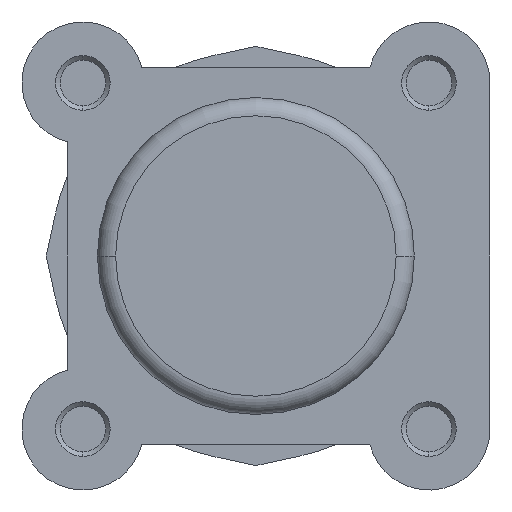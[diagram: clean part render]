
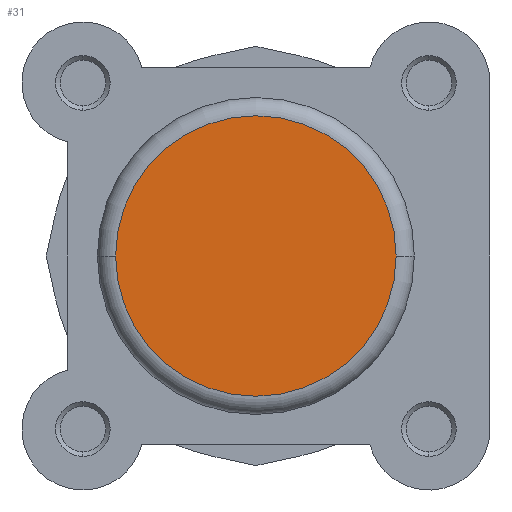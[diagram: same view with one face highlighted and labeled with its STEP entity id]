
A CAD part, left-side view. The second image highlights one B-rep face of the part: STEP entity #31.
In plain terms, the highlighted planar face has unit normal (-1, 0, 0).
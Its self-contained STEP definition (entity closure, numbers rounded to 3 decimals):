
#31 = ADVANCED_FACE ( 'NONE', ( #2489 ), #3673, .F. ) ;
#116 = VERTEX_POINT ( 'NONE', #3908 ) ;
#158 = VERTEX_POINT ( 'NONE', #3950 ) ;
#414 = EDGE_LOOP ( 'NONE', ( #1208, #1207 ) ) ;
#1207 = ORIENTED_EDGE ( 'NONE', *, *, #2796, .T. ) ;
#1208 = ORIENTED_EDGE ( 'NONE', *, *, #2793, .T. ) ;
#1419 = CARTESIAN_POINT ( 'NONE',  ( 0., 0., 0. ) ) ;
#1433 = DIRECTION ( 'NONE',  ( -1., 0., 0. ) ) ;
#1434 = DIRECTION ( 'NONE',  ( 0., 1., 0. ) ) ;
#1435 = CARTESIAN_POINT ( 'NONE',  ( 0., 0., 0. ) ) ;
#1441 = DIRECTION ( 'NONE',  ( -1., 0., 0. ) ) ;
#1442 = DIRECTION ( 'NONE',  ( 0., 1., 0. ) ) ;
#2489 = FACE_OUTER_BOUND ( 'NONE', #414, .T. ) ;
#2793 = EDGE_CURVE ( 'NONE', #158, #116, #5241, .T. ) ;
#2796 = EDGE_CURVE ( 'NONE', #116, #158, #5246, .T. ) ;
#3026 = AXIS2_PLACEMENT_3D ( 'NONE', #3672, #3674, #3675 ) ;
#3250 = AXIS2_PLACEMENT_3D ( 'NONE', #1435, #1441, #1442 ) ;
#3256 = AXIS2_PLACEMENT_3D ( 'NONE', #1419, #1433, #1434 ) ;
#3672 = CARTESIAN_POINT ( 'NONE',  ( 0., 0., 0. ) ) ;
#3673 = PLANE ( 'NONE',  #3026 ) ;
#3674 = DIRECTION ( 'NONE',  ( 1., 0., 0. ) ) ;
#3675 = DIRECTION ( 'NONE',  ( 0., 1., 0. ) ) ;
#3908 = CARTESIAN_POINT ( 'NONE',  ( 0., -15.4, 0. ) ) ;
#3950 = CARTESIAN_POINT ( 'NONE',  ( 0., 15.4, 0. ) ) ;
#5241 = CIRCLE ( 'NONE', #3256, 15.4 ) ;
#5246 = CIRCLE ( 'NONE', #3250, 15.4 ) ;
